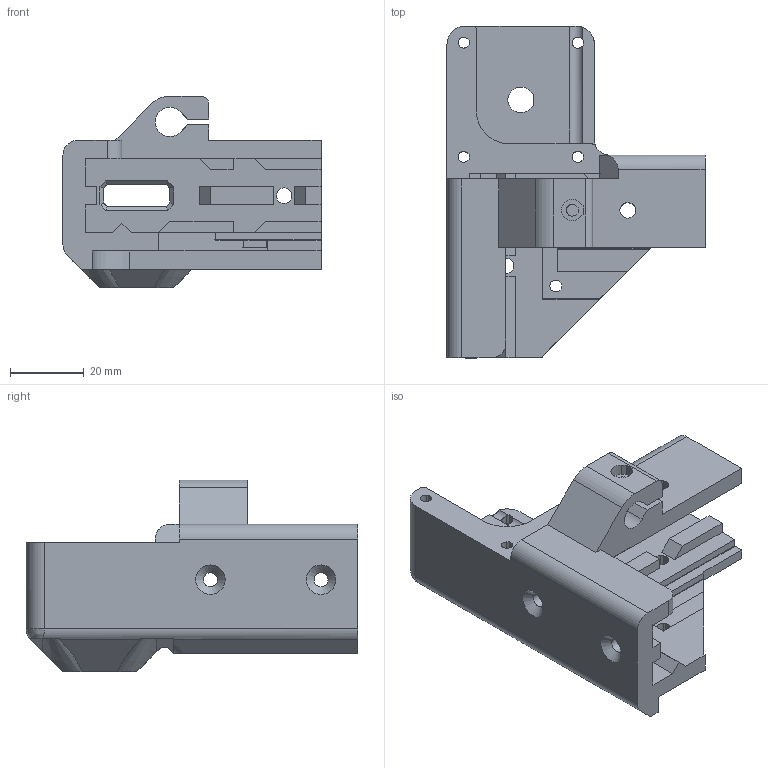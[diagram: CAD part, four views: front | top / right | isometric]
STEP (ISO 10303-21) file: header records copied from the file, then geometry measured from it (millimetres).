
FILE_DESCRIPTION(('FreeCAD Model'),'2;1');
FILE_NAME('LBackCorner.step','2018-01-17T13:26:29',('Author'),('' ),'Open CASCADE STEP processor 6.9','FreeCAD','Unknown');
FILE_SCHEMA(('AUTOMOTIVE_DESIGN_CC2 { 1 2 10303 214 -1 1 5 4 }'));
Length unit declared in the file: millimetre
Products named in the file (1): LBackCorner
Bounding box: 70 x 90 x 52 mm (x, y, z)
Volume: 62139.9 mm3; surface area: 25760.8 mm2
Topology: 1 solids, 1 shells, 237 faces, 675 edges, 438 vertices
Faces by surface type: plane 176, cylinder 47, cone 6, bspline 4, sphere 4
Full cylindrical faces by diameter (mm): 3.8 x2
Entity records: 19707 total; most frequent: CARTESIAN_POINT 6413, DIRECTION 2417, LINE 1659, VECTOR 1659, ORIENTED_EDGE 1346, PCURVE 1346, DEFINITIONAL_REPRESENTATION 1346, EDGE_CURVE 673
